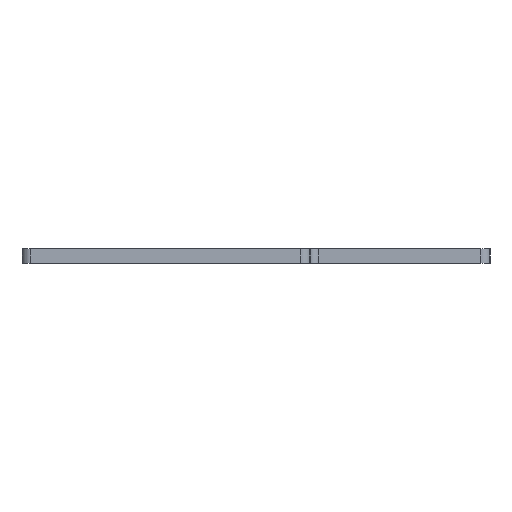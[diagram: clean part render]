
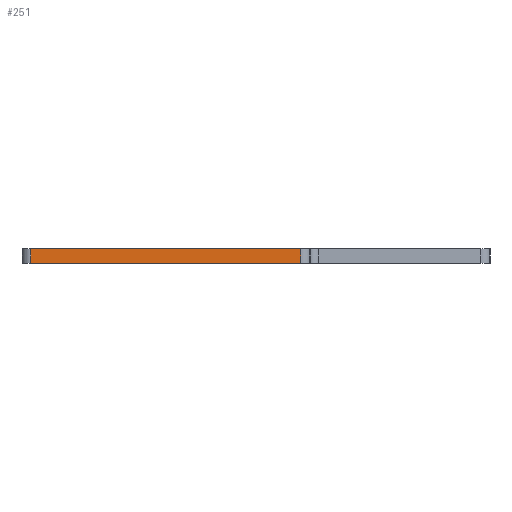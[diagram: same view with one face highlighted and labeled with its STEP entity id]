
A CAD part, left-side view. The second image highlights one B-rep face of the part: STEP entity #251.
In plain terms, the highlighted planar face has unit normal (-1, 0, 0).
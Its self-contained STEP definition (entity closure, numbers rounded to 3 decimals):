
#191 = VERTEX_POINT('',#192);
#192 = CARTESIAN_POINT('',(57.5,-44.,-1.6));
#199 = EDGE_CURVE('',#200,#191,#202,.T.);
#200 = VERTEX_POINT('',#201);
#201 = CARTESIAN_POINT('',(57.5,-44.,0.));
#202 = LINE('',#203,#204);
#203 = CARTESIAN_POINT('',(57.5,-44.,0.));
#204 = VECTOR('',#205,1.);
#205 = DIRECTION('',(0.,0.,-1.));
#251 = ADVANCED_FACE('',(#252),#277,.T.);
#252 = FACE_BOUND('',#253,.T.);
#253 = EDGE_LOOP('',(#254,#255,#263,#271));
#254 = ORIENTED_EDGE('',*,*,#199,.T.);
#255 = ORIENTED_EDGE('',*,*,#256,.T.);
#256 = EDGE_CURVE('',#191,#257,#259,.T.);
#257 = VERTEX_POINT('',#258);
#258 = CARTESIAN_POINT('',(57.5,-74.,-1.6));
#259 = LINE('',#260,#261);
#260 = CARTESIAN_POINT('',(57.5,-44.,-1.6));
#261 = VECTOR('',#262,1.);
#262 = DIRECTION('',(0.,-1.,0.));
#263 = ORIENTED_EDGE('',*,*,#264,.F.);
#264 = EDGE_CURVE('',#265,#257,#267,.T.);
#265 = VERTEX_POINT('',#266);
#266 = CARTESIAN_POINT('',(57.5,-74.,0.));
#267 = LINE('',#268,#269);
#268 = CARTESIAN_POINT('',(57.5,-74.,0.));
#269 = VECTOR('',#270,1.);
#270 = DIRECTION('',(0.,0.,-1.));
#271 = ORIENTED_EDGE('',*,*,#272,.F.);
#272 = EDGE_CURVE('',#200,#265,#273,.T.);
#273 = LINE('',#274,#275);
#274 = CARTESIAN_POINT('',(57.5,-44.,0.));
#275 = VECTOR('',#276,1.);
#276 = DIRECTION('',(0.,-1.,0.));
#277 = PLANE('',#278);
#278 = AXIS2_PLACEMENT_3D('',#279,#280,#281);
#279 = CARTESIAN_POINT('',(57.5,-44.,0.));
#280 = DIRECTION('',(-1.,-0.,-0.));
#281 = DIRECTION('',(0.,-1.,0.));
